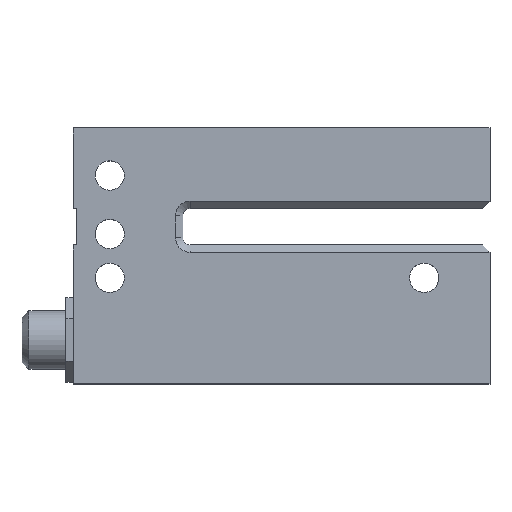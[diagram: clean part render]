
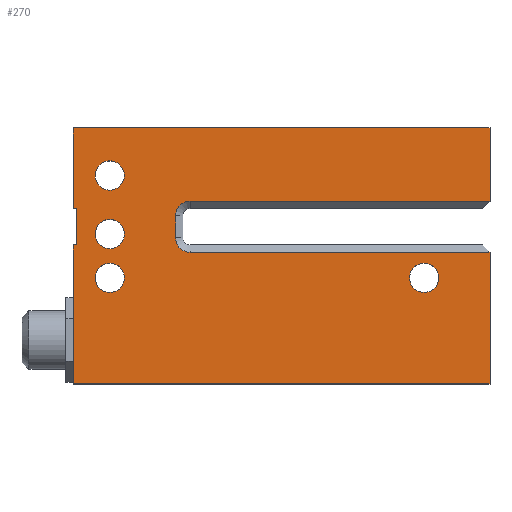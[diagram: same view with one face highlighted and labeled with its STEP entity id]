
A CAD part, top view. The second image highlights one B-rep face of the part: STEP entity #270.
In plain terms, the highlighted planar face has unit normal (0, 0, 1).
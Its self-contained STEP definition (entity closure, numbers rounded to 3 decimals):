
#270=ADVANCED_FACE('',(#568,#569,#570,#571,#572),#573,.T.);
#568=FACE_BOUND('',#895,.T.);
#569=FACE_BOUND('',#896,.T.);
#570=FACE_BOUND('',#897,.T.);
#571=FACE_BOUND('',#898,.T.);
#572=FACE_OUTER_BOUND('',#899,.T.);
#573=PLANE('',#900);
#895=EDGE_LOOP('',(#1611,#1612));
#896=EDGE_LOOP('',(#1613,#1614));
#897=EDGE_LOOP('',(#1615,#1616));
#898=EDGE_LOOP('',(#1617,#1618));
#899=EDGE_LOOP('',(#1619,#1620,#1621,#1622,#1623,#1624,#1625,#1626,#1627,#1628,#1629,#1630,#1631,#1632));
#900=AXIS2_PLACEMENT_3D('',#1633,#1634,#1635);
#1611=ORIENTED_EDGE('',*,*,#1907,.T.);
#1612=ORIENTED_EDGE('',*,*,#2081,.T.);
#1613=ORIENTED_EDGE('',*,*,#1902,.T.);
#1614=ORIENTED_EDGE('',*,*,#2084,.T.);
#1615=ORIENTED_EDGE('',*,*,#1897,.T.);
#1616=ORIENTED_EDGE('',*,*,#2087,.T.);
#1617=ORIENTED_EDGE('',*,*,#1892,.T.);
#1618=ORIENTED_EDGE('',*,*,#2090,.T.);
#1619=ORIENTED_EDGE('',*,*,#2130,.T.);
#1620=ORIENTED_EDGE('',*,*,#2132,.T.);
#1621=ORIENTED_EDGE('',*,*,#2133,.T.);
#1622=ORIENTED_EDGE('',*,*,#2134,.F.);
#1623=ORIENTED_EDGE('',*,*,#2135,.F.);
#1624=ORIENTED_EDGE('',*,*,#2136,.F.);
#1625=ORIENTED_EDGE('',*,*,#2137,.F.);
#1626=ORIENTED_EDGE('',*,*,#2138,.F.);
#1627=ORIENTED_EDGE('',*,*,#2139,.F.);
#1628=ORIENTED_EDGE('',*,*,#2140,.F.);
#1629=ORIENTED_EDGE('',*,*,#2141,.F.);
#1630=ORIENTED_EDGE('',*,*,#2142,.F.);
#1631=ORIENTED_EDGE('',*,*,#2143,.T.);
#1632=ORIENTED_EDGE('',*,*,#2144,.T.);
#1633=CARTESIAN_POINT('',(29.894,-16.257,10.0));
#1634=DIRECTION('',(0.0,0.0,1.0));
#1635=DIRECTION('',(1.0,0.0,0.0));
#1892=EDGE_CURVE('',#2248,#2245,#2249,.T.);
#1897=EDGE_CURVE('',#2257,#2254,#2258,.T.);
#1902=EDGE_CURVE('',#2266,#2263,#2267,.T.);
#1907=EDGE_CURVE('',#2275,#2272,#2276,.T.);
#2081=EDGE_CURVE('',#2272,#2275,#2531,.T.);
#2084=EDGE_CURVE('',#2263,#2266,#2534,.T.);
#2087=EDGE_CURVE('',#2254,#2257,#2537,.T.);
#2090=EDGE_CURVE('',#2245,#2248,#2540,.T.);
#2130=EDGE_CURVE('',#2590,#2594,#2596,.T.);
#2132=EDGE_CURVE('',#2594,#2598,#2599,.T.);
#2133=EDGE_CURVE('',#2598,#2600,#2601,.T.);
#2134=EDGE_CURVE('',#2602,#2600,#2603,.T.);
#2135=EDGE_CURVE('',#2604,#2602,#2605,.T.);
#2136=EDGE_CURVE('',#2606,#2604,#2607,.T.);
#2137=EDGE_CURVE('',#2608,#2606,#2609,.T.);
#2138=EDGE_CURVE('',#2610,#2608,#2611,.T.);
#2139=EDGE_CURVE('',#2612,#2610,#2613,.T.);
#2140=EDGE_CURVE('',#2614,#2612,#2615,.T.);
#2141=EDGE_CURVE('',#2616,#2614,#2617,.T.);
#2142=EDGE_CURVE('',#2618,#2616,#2619,.T.);
#2143=EDGE_CURVE('',#2618,#2620,#2621,.T.);
#2144=EDGE_CURVE('',#2620,#2590,#2622,.T.);
#2245=VERTEX_POINT('',#2753);
#2248=VERTEX_POINT('',#2757);
#2249=CIRCLE('',#2758,2.0);
#2254=VERTEX_POINT('',#2764);
#2257=VERTEX_POINT('',#2768);
#2258=CIRCLE('',#2769,2.0);
#2263=VERTEX_POINT('',#2775);
#2266=VERTEX_POINT('',#2779);
#2267=CIRCLE('',#2780,2.0);
#2272=VERTEX_POINT('',#2786);
#2275=VERTEX_POINT('',#2790);
#2276=CIRCLE('',#2791,2.0);
#2531=CIRCLE('',#3159,2.0);
#2534=CIRCLE('',#3162,2.0);
#2537=CIRCLE('',#3165,2.0);
#2540=CIRCLE('',#3168,2.0);
#2590=VERTEX_POINT('',#3236);
#2594=VERTEX_POINT('',#3242);
#2596=LINE('',#3245,#3246);
#2598=VERTEX_POINT('',#3248);
#2599=CIRCLE('',#3249,2.0);
#2600=VERTEX_POINT('',#3250);
#2601=LINE('',#3251,#3252);
#2602=VERTEX_POINT('',#3253);
#2603=LINE('',#3254,#3255);
#2604=VERTEX_POINT('',#3256);
#2605=LINE('',#3257,#3258);
#2606=VERTEX_POINT('',#3259);
#2607=LINE('',#3260,#3261);
#2608=VERTEX_POINT('',#3262);
#2609=LINE('',#3263,#3264);
#2610=VERTEX_POINT('',#3265);
#2611=LINE('',#3266,#3267);
#2612=VERTEX_POINT('',#3268);
#2613=LINE('',#3269,#3270);
#2614=VERTEX_POINT('',#3271);
#2615=LINE('',#3272,#3273);
#2616=VERTEX_POINT('',#3274);
#2617=LINE('',#3275,#3276);
#2618=VERTEX_POINT('',#3277);
#2619=LINE('',#3278,#3279);
#2620=VERTEX_POINT('',#3280);
#2621=LINE('',#3281,#3282);
#2622=CIRCLE('',#3283,2.0);
#2753=CARTESIAN_POINT('',(7.0,-20.5,10.0));
#2757=CARTESIAN_POINT('',(3.0,-20.5,10.0));
#2758=AXIS2_PLACEMENT_3D('',#3448,#3449,#3450);
#2764=CARTESIAN_POINT('',(7.0,-14.5,10.0));
#2768=CARTESIAN_POINT('',(3.0,-14.5,10.0));
#2769=AXIS2_PLACEMENT_3D('',#3456,#3457,#3458);
#2775=CARTESIAN_POINT('',(7.0,-6.5,10.0));
#2779=CARTESIAN_POINT('',(3.0,-6.5,10.0));
#2780=AXIS2_PLACEMENT_3D('',#3464,#3465,#3466);
#2786=CARTESIAN_POINT('',(50.0,-20.5,10.0));
#2790=CARTESIAN_POINT('',(46.0,-20.5,10.0));
#2791=AXIS2_PLACEMENT_3D('',#3472,#3473,#3474);
#3159=AXIS2_PLACEMENT_3D('',#3618,#3619,#3620);
#3162=AXIS2_PLACEMENT_3D('',#3624,#3625,#3626);
#3165=AXIS2_PLACEMENT_3D('',#3630,#3631,#3632);
#3168=AXIS2_PLACEMENT_3D('',#3636,#3637,#3638);
#3236=CARTESIAN_POINT('',(14.0,-15.0,10.0));
#3242=CARTESIAN_POINT('',(14.0,-12.0,10.0));
#3245=CARTESIAN_POINT('',(14.0,-14.128,10.0));
#3246=VECTOR('',#3675,1.0);
#3248=CARTESIAN_POINT('',(16.0,-10.0,10.0));
#3249=AXIS2_PLACEMENT_3D('',#3676,#3677,#3678);
#3250=CARTESIAN_POINT('',(57.0,-10.0,10.0));
#3251=CARTESIAN_POINT('',(64.947,-10.0,10.0));
#3252=VECTOR('',#3679,1.0);
#3253=CARTESIAN_POINT('',(57.0,0.0,10.0));
#3254=CARTESIAN_POINT('',(57.0,0.0,10.0));
#3255=VECTOR('',#3680,1.0);
#3256=CARTESIAN_POINT('',(0.0,0.0,10.0));
#3257=CARTESIAN_POINT('',(0.0,0.0,10.0));
#3258=VECTOR('',#3681,1.0);
#3259=CARTESIAN_POINT('',(0.,-11.0,10.0));
#3260=CARTESIAN_POINT('',(0.,-11.0,10.0));
#3261=VECTOR('',#3682,1.0);
#3262=CARTESIAN_POINT('',(0.5,-11.0,10.0));
#3263=CARTESIAN_POINT('',(0.5,-11.0,10.0));
#3264=VECTOR('',#3683,1.0);
#3265=CARTESIAN_POINT('',(0.5,-16.0,10.0));
#3266=CARTESIAN_POINT('',(0.5,-16.0,10.0));
#3267=VECTOR('',#3684,1.0);
#3268=CARTESIAN_POINT('',(0.,-16.0,10.0));
#3269=CARTESIAN_POINT('',(0.,-16.0,10.0));
#3270=VECTOR('',#3685,1.0);
#3271=CARTESIAN_POINT('',(0.,-35.0,10.0));
#3272=CARTESIAN_POINT('',(0.,-35.0,10.0));
#3273=VECTOR('',#3686,1.0);
#3274=CARTESIAN_POINT('',(57.0,-35.0,10.0));
#3275=CARTESIAN_POINT('',(0.,-35.0,10.0));
#3276=VECTOR('',#3687,1.0);
#3277=CARTESIAN_POINT('',(57.0,-17.0,10.0));
#3278=CARTESIAN_POINT('',(57.0,-17.0,10.0));
#3279=VECTOR('',#3688,1.0);
#3280=CARTESIAN_POINT('',(16.0,-17.0,10.0));
#3281=CARTESIAN_POINT('',(22.947,-17.0,10.0));
#3282=VECTOR('',#3689,1.0);
#3283=AXIS2_PLACEMENT_3D('',#3690,#3691,#3692);
#3448=CARTESIAN_POINT('',(5.0,-20.5,10.0));
#3449=DIRECTION('',(0.0,0.0,-1.0));
#3450=DIRECTION('',(1.0,0.0,0.0));
#3456=CARTESIAN_POINT('',(5.0,-14.5,10.0));
#3457=DIRECTION('',(0.0,0.0,-1.0));
#3458=DIRECTION('',(1.0,0.0,0.0));
#3464=CARTESIAN_POINT('',(5.0,-6.5,10.0));
#3465=DIRECTION('',(0.0,0.0,-1.0));
#3466=DIRECTION('',(1.0,0.0,0.0));
#3472=CARTESIAN_POINT('',(48.0,-20.5,10.0));
#3473=DIRECTION('',(0.0,0.0,-1.0));
#3474=DIRECTION('',(1.0,0.0,0.0));
#3618=CARTESIAN_POINT('',(48.0,-20.5,10.0));
#3619=DIRECTION('',(0.0,0.0,-1.0));
#3620=DIRECTION('',(1.0,0.0,0.0));
#3624=CARTESIAN_POINT('',(5.0,-6.5,10.0));
#3625=DIRECTION('',(0.0,0.0,-1.0));
#3626=DIRECTION('',(1.0,0.0,0.0));
#3630=CARTESIAN_POINT('',(5.0,-14.5,10.0));
#3631=DIRECTION('',(0.0,0.0,-1.0));
#3632=DIRECTION('',(1.0,0.0,0.0));
#3636=CARTESIAN_POINT('',(5.0,-20.5,10.0));
#3637=DIRECTION('',(0.0,0.0,-1.0));
#3638=DIRECTION('',(1.0,0.0,0.0));
#3675=DIRECTION('',(-0.0,1.0,0.0));
#3676=CARTESIAN_POINT('',(16.0,-12.0,10.0));
#3677=DIRECTION('',(0.0,-0.0,-1.0));
#3678=DIRECTION('',(0.,-1.0,0.0));
#3679=DIRECTION('',(1.0,0.0,0.0));
#3680=DIRECTION('',(0.0,-1.0,0.0));
#3681=DIRECTION('',(1.0,0.0,0.0));
#3682=DIRECTION('',(0.,1.0,0.0));
#3683=DIRECTION('',(-1.0,0.0,0.0));
#3684=DIRECTION('',(0.,1.0,0.0));
#3685=DIRECTION('',(1.0,0.0,0.0));
#3686=DIRECTION('',(0.,1.0,0.0));
#3687=DIRECTION('',(-1.0,-0.0,-0.0));
#3688=DIRECTION('',(0.0,-1.0,0.0));
#3689=DIRECTION('',(-1.0,-0.0,0.0));
#3690=CARTESIAN_POINT('',(16.0,-15.0,10.0));
#3691=DIRECTION('',(0.0,-0.0,-1.0));
#3692=DIRECTION('',(0.,-1.0,0.0));
